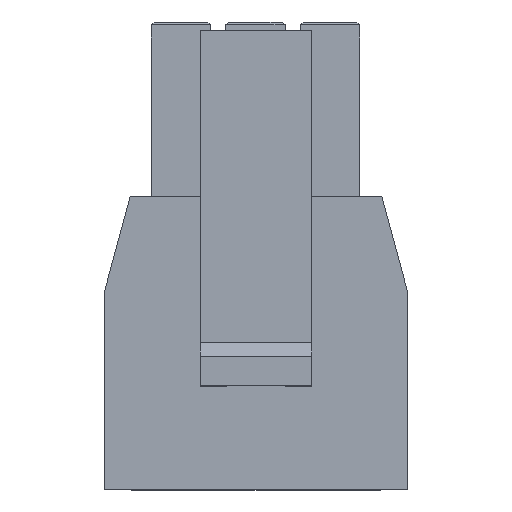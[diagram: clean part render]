
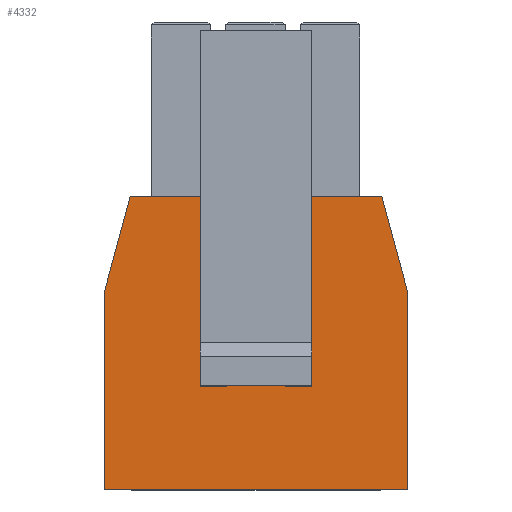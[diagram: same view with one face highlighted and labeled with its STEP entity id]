
A CAD part, top view. The second image highlights one B-rep face of the part: STEP entity #4332.
In plain terms, the highlighted planar face has unit normal (0, 0, 1).
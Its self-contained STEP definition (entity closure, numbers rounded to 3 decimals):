
#702=ORIENTED_EDGE('',*,*,#1340,.T.);
#703=ORIENTED_EDGE('',*,*,#1725,.T.);
#704=ORIENTED_EDGE('',*,*,#1349,.T.);
#705=ORIENTED_EDGE('',*,*,#1726,.T.);
#706=ORIENTED_EDGE('',*,*,#1727,.F.);
#707=ORIENTED_EDGE('',*,*,#1346,.T.);
#708=ORIENTED_EDGE('',*,*,#1728,.F.);
#709=ORIENTED_EDGE('',*,*,#1351,.T.);
#710=ORIENTED_EDGE('',*,*,#1723,.F.);
#711=ORIENTED_EDGE('',*,*,#1576,.F.);
#712=ORIENTED_EDGE('',*,*,#1647,.T.);
#713=ORIENTED_EDGE('',*,*,#1729,.T.);
#714=ORIENTED_EDGE('',*,*,#1641,.T.);
#715=ORIENTED_EDGE('',*,*,#1730,.F.);
#1340=EDGE_CURVE('',#1956,#1954,#2357,.F.);
#1346=EDGE_CURVE('',#1959,#1961,#2360,.F.);
#1349=EDGE_CURVE('',#1962,#1963,#2361,.T.);
#1351=EDGE_CURVE('',#1965,#1964,#2362,.T.);
#1576=EDGE_CURVE('',#2124,#2125,#2586,.T.);
#1641=EDGE_CURVE('',#2181,#2180,#2651,.T.);
#1647=EDGE_CURVE('',#2124,#2184,#2657,.T.);
#1723=EDGE_CURVE('',#2125,#2231,#2733,.T.);
#1725=EDGE_CURVE('',#1954,#1962,#2735,.T.);
#1726=EDGE_CURVE('',#1963,#1956,#2736,.T.);
#1727=EDGE_CURVE('',#1959,#1964,#2737,.T.);
#1728=EDGE_CURVE('',#1965,#1961,#2738,.T.);
#1729=EDGE_CURVE('',#2184,#2181,#2739,.T.);
#1730=EDGE_CURVE('',#2231,#2180,#2740,.T.);
#1954=VERTEX_POINT('',#5913);
#1956=VERTEX_POINT('',#5916);
#1959=VERTEX_POINT('',#5923);
#1961=VERTEX_POINT('',#5927);
#1962=VERTEX_POINT('',#5931);
#1963=VERTEX_POINT('',#5933);
#1964=VERTEX_POINT('',#5937);
#1965=VERTEX_POINT('',#5939);
#2124=VERTEX_POINT('',#6384);
#2125=VERTEX_POINT('',#6386);
#2180=VERTEX_POINT('',#6511);
#2181=VERTEX_POINT('',#6513);
#2184=VERTEX_POINT('',#6523);
#2231=VERTEX_POINT('',#6676);
#2357=LINE('',#5915,#2965);
#2360=LINE('',#5928,#2968);
#2361=LINE('',#5934,#2969);
#2362=LINE('',#5938,#2970);
#2586=LINE('',#6385,#3194);
#2651=LINE('',#6512,#3259);
#2657=LINE('',#6524,#3265);
#2733=LINE('',#6675,#3341);
#2735=LINE('',#6679,#3343);
#2736=LINE('',#6680,#3344);
#2737=LINE('',#6681,#3345);
#2738=LINE('',#6682,#3346);
#2739=LINE('',#6683,#3347);
#2740=LINE('',#6684,#3348);
#2965=VECTOR('',#4786,1000.);
#2968=VECTOR('',#4797,1000.);
#2969=VECTOR('',#4804,1000.);
#2970=VECTOR('',#4809,1000.);
#3194=VECTOR('',#5159,1000.);
#3259=VECTOR('',#5236,1000.);
#3265=VECTOR('',#5246,1000.);
#3341=VECTOR('',#5380,1000.);
#3343=VECTOR('',#5384,1000.);
#3344=VECTOR('',#5385,1000.);
#3345=VECTOR('',#5386,1000.);
#3346=VECTOR('',#5387,1000.);
#3347=VECTOR('',#5388,1000.);
#3348=VECTOR('',#5389,1000.);
#3641=EDGE_LOOP('',(#702,#703,#704,#705));
#3642=EDGE_LOOP('',(#706,#707,#708,#709));
#3643=EDGE_LOOP('',(#710,#711,#712,#713,#714,#715));
#3881=FACE_BOUND('',#3641,.T.);
#3882=FACE_BOUND('',#3642,.T.);
#3883=FACE_BOUND('',#3643,.T.);
#4106=PLANE('',#4584);
#4332=ADVANCED_FACE('',(#3881,#3882,#3883),#4106,.F.);
#4584=AXIS2_PLACEMENT_3D('',#6678,#5382,#5383);
#4786=DIRECTION('',(-1.,0.,0.));
#4797=DIRECTION('',(-1.,0.,0.));
#4804=DIRECTION('',(-1.,0.,0.));
#4809=DIRECTION('',(-1.,0.,0.));
#5159=DIRECTION('',(1.,0.,0.));
#5236=DIRECTION('',(1.,0.,0.));
#5246=DIRECTION('',(-0.261,-0.965,0.));
#5380=DIRECTION('',(0.261,-0.965,0.));
#5382=DIRECTION('',(0.,0.,-1.));
#5383=DIRECTION('',(-1.,0.,0.));
#5384=DIRECTION('',(0.,-1.,0.));
#5385=DIRECTION('',(0.,1.,0.));
#5386=DIRECTION('',(0.,-1.,0.));
#5387=DIRECTION('',(0.,1.,0.));
#5388=DIRECTION('',(0.,-1.,0.));
#5389=DIRECTION('',(0.,-1.,0.));
#5913=CARTESIAN_POINT('',(-1.,9.53,1.72));
#5915=CARTESIAN_POINT('',(1.875,9.53,1.72));
#5916=CARTESIAN_POINT('',(-1.875,9.53,1.72));
#5923=CARTESIAN_POINT('',(1.,9.53,1.72));
#5927=CARTESIAN_POINT('',(1.875,9.53,1.72));
#5928=CARTESIAN_POINT('',(1.875,9.53,1.72));
#5931=CARTESIAN_POINT('',(-1.,7.43,1.72));
#5933=CARTESIAN_POINT('',(-1.875,7.43,1.72));
#5934=CARTESIAN_POINT('',(-1.875,7.43,1.72));
#5937=CARTESIAN_POINT('',(1.,7.43,1.72));
#5938=CARTESIAN_POINT('',(-1.875,7.43,1.72));
#5939=CARTESIAN_POINT('',(1.875,7.43,1.72));
#6384=CARTESIAN_POINT('',(-4.22,9.85,1.72));
#6385=CARTESIAN_POINT('',(-5.1,9.85,1.72));
#6386=CARTESIAN_POINT('',(4.22,9.85,1.72));
#6511=CARTESIAN_POINT('',(5.1,0.,1.72));
#6512=CARTESIAN_POINT('',(-5.1,0.,1.72));
#6513=CARTESIAN_POINT('',(-5.1,0.,1.72));
#6523=CARTESIAN_POINT('',(-5.1,6.6,1.72));
#6524=CARTESIAN_POINT('',(-4.22,9.85,1.72));
#6675=CARTESIAN_POINT('',(4.22,9.85,1.72));
#6676=CARTESIAN_POINT('',(5.1,6.6,1.72));
#6678=CARTESIAN_POINT('',(-5.1,9.85,1.72));
#6679=CARTESIAN_POINT('',(-1.,14.71,1.72));
#6680=CARTESIAN_POINT('',(-1.875,7.83,1.72));
#6681=CARTESIAN_POINT('',(1.,14.71,1.72));
#6682=CARTESIAN_POINT('',(1.875,7.83,1.72));
#6683=CARTESIAN_POINT('',(-5.1,9.85,1.72));
#6684=CARTESIAN_POINT('',(5.1,9.85,1.72));
